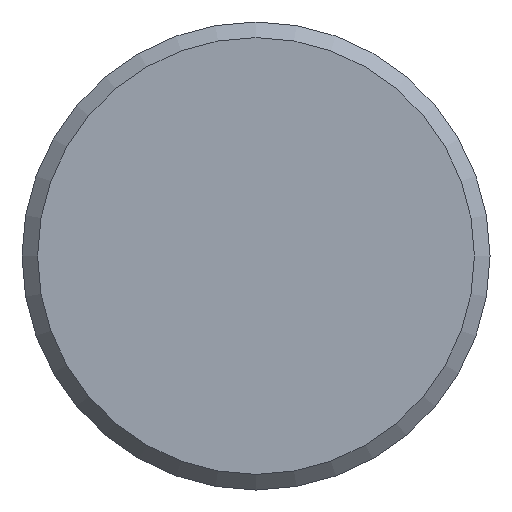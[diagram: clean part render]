
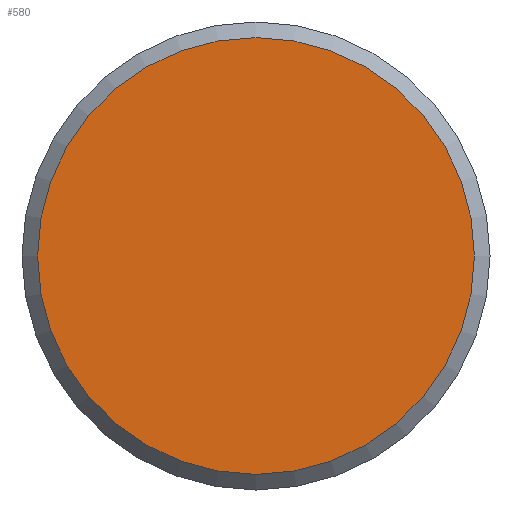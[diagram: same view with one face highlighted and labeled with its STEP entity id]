
A CAD part, front view. The second image highlights one B-rep face of the part: STEP entity #580.
In plain terms, the highlighted planar face has unit normal (0, -1, 0).
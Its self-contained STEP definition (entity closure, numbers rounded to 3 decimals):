
#105=FACE_OUTER_BOUND('',#144,.T.);
#144=EDGE_LOOP('',(#385));
#191=CIRCLE('',#641,14.);
#243=VERTEX_POINT('',#937);
#300=EDGE_CURVE('',#243,#243,#191,.T.);
#385=ORIENTED_EDGE('',*,*,#300,.T.);
#529=PLANE('',#644);
#580=ADVANCED_FACE('',(#105),#529,.T.);
#641=AXIS2_PLACEMENT_3D('',#938,#739,#740);
#644=AXIS2_PLACEMENT_3D('',#944,#746,#747);
#739=DIRECTION('center_axis',(0.,-1.,0.));
#740=DIRECTION('ref_axis',(1.,0.,0.));
#746=DIRECTION('center_axis',(0.,-1.,0.));
#747=DIRECTION('ref_axis',(0.,0.,-1.));
#937=CARTESIAN_POINT('',(-14.,-15.,0.));
#938=CARTESIAN_POINT('Origin',(0.,-15.,0.));
#944=CARTESIAN_POINT('Origin',(7.,-15.,0.));
